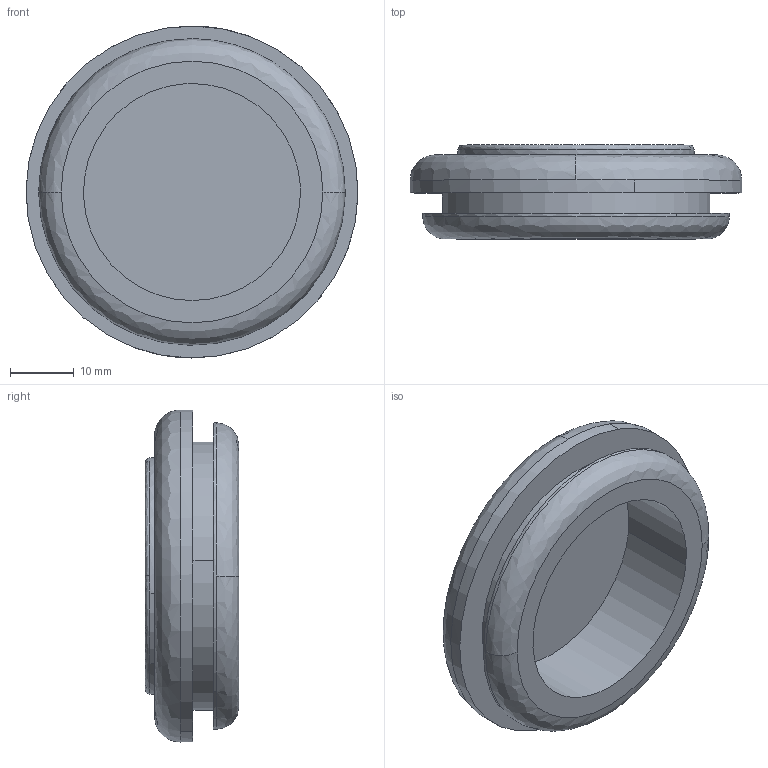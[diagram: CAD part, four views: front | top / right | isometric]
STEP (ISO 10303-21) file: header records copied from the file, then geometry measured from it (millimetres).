
FILE_DESCRIPTION( (''), '2;1');
FILE_NAME ('PC50.12492.TM_MG_17_CRUL_19359.stp','2019-12-19T14:58:47',(''),(''),'spGate 15.6.1','','');
FILE_SCHEMA (('AUTOMOTIVE_DESIGN'));
Length unit declared in the file: millimetre
Bounding box: 52 x 14.7 x 52 mm (x, y, z)
Volume: 12190.2 mm3; surface area: 8203.7 mm2
Topology: 1 solids, 1 shells, 24 faces, 73 edges, 55 vertices
Faces by surface type: cylinder 12, plane 6, bspline 6
Entity records: 1588 total; most frequent: CARTESIAN_POINT 348, DIRECTION 150, ORIENTED_EDGE 146, COLOUR_RGB 98, PRESENTATION_STYLE_ASSIGNMENT 98, STYLED_ITEM 98, AXIS2_PLACEMENT_3D 73, EDGE_CURVE 73
